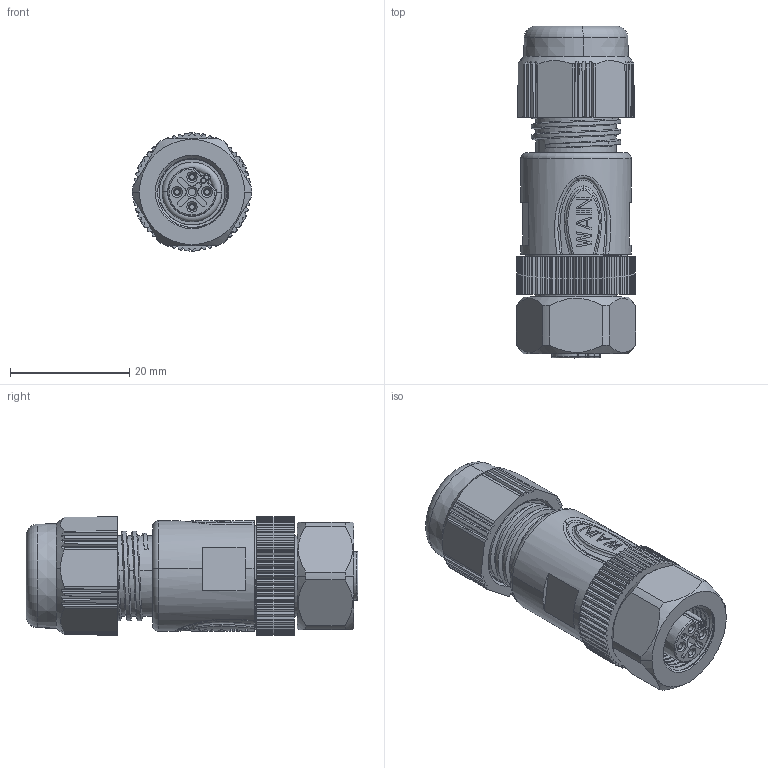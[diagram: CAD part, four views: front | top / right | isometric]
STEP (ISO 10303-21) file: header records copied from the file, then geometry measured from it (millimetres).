
FILE_DESCRIPTION((''),'2;1');
FILE_NAME('PRT0002','2021-01-05T',('zh.su'),(''),'PRO/ENGINEER BY PARAMETRIC TECHNOLOGY CORPORATION, 2012480','PRO/ENGINEER BY PARAMETRIC TECHNOLOGY CORPORATION, 2012480','');
FILE_SCHEMA(('CONFIG_CONTROL_DESIGN'));
Length unit declared in the file: millimetre
Products named in the file (1): PRT0002
Bounding box: 20 x 55.57 x 19.8 mm (x, y, z)
Volume: 13267.7 mm3; surface area: 6173.7 mm2
Topology: 1 solids, 1 shells, 732 faces, 2100 edges, 1404 vertices
Faces by surface type: plane 341, cylinder 216, cone 106, bspline 40, torus 25, extrusion 2, sphere 2
Entity records: 31860 total; most frequent: CARTESIAN_POINT 13111, ORIENTED_EDGE 4196, DIRECTION 3625, EDGE_CURVE 2098, VERTEX_POINT 1404, AXIS2_PLACEMENT_3D 1335, VECTOR 955, LINE 953
